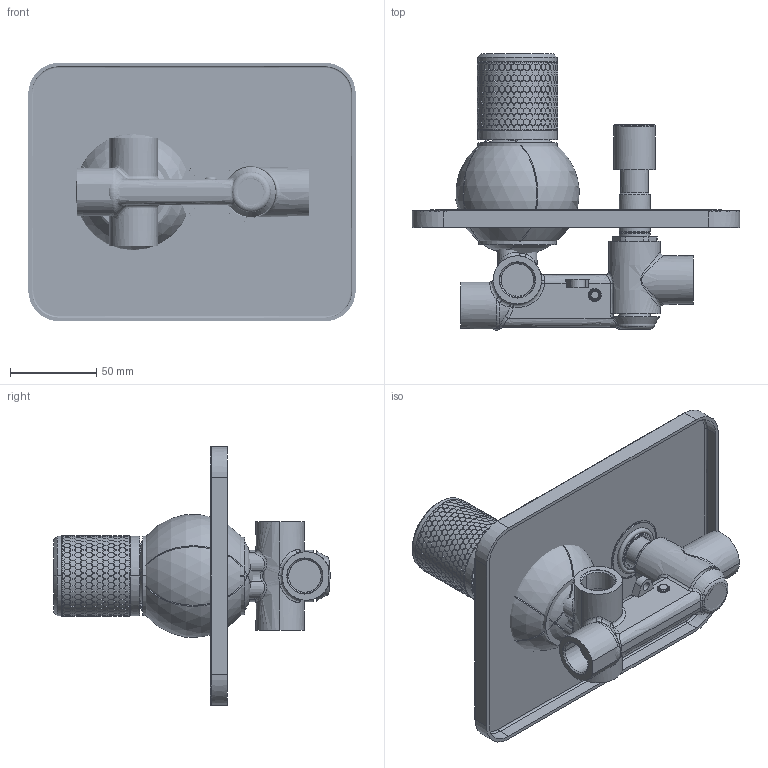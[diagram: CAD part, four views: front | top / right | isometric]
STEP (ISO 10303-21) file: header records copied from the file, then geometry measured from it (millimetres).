
FILE_DESCRIPTION((''),'2;1');
FILE_NAME('WXQ248163_ASM_ASM','2020-07-03T',('fth20'),(''),'CREO PARAMETRIC BY PTC INC, 2015480','CREO PARAMETRIC BY PTC INC, 2015480','');
FILE_SCHEMA(('CONFIG_CONTROL_DESIGN'));
Products named in the file (34): 80T34039B_2; J10350SD01_1_1; J10350SD01_1_2; J10350SD01_1_3; J10350SD01_1_4; J10350SD01_1_5; J10350SD01_1_6; J10350SD01_1_ASM; 82J24182_1; 8J22X2A_1; 8J16X2A_1; 83J24182_1; 8XJ15X5X5A_1; 81J34H02_1; 8XJ102X45X35A_1; 8J103X16A_1; 8TH24182_1; 81PJS0201_1; 80D24182_1; 70W24375_1; 80W02496_1; 80W24375_1; 7MB24375_ASM_1_ASM; 8J5093X262A_1; 8J225X25A_1; 81T348163_4; 8YG35000_1; 8ZG168053_1; WXQ_3; WXQ1_3; WXQ-1_2; 80P35WXQ2_ASM_3_ASM; WXQ248163_ASM_7_ASM; WXQ248163_ASM_ASM
Assembly tree (34 placements, depth 4):
  WXQ248163_ASM_ASM
    WXQ248163_ASM_7_ASM
      80T34039B_2
      J10350SD01_1_ASM
        J10350SD01_1_1
        J10350SD01_1_2
        J10350SD01_1_3
        J10350SD01_1_4
        J10350SD01_1_5
        J10350SD01_1_6
      82J24182_1
      8J22X2A_1
      8J16X2A_1  x2
      83J24182_1
      8XJ15X5X5A_1
      81J34H02_1
      8XJ102X45X35A_1
      8J103X16A_1
      8TH24182_1
      81PJS0201_1
      80D24182_1
      7MB24375_ASM_1_ASM
        70W24375_1
        80W02496_1
        80W24375_1
      8J5093X262A_1
      8J225X25A_1
      81T348163_4
      8YG35000_1
      8ZG168053_1
      80P35WXQ2_ASM_3_ASM
        WXQ_3
        WXQ1_3
        WXQ-1_2
Bounding box: 190 x 160.49 x 150 mm (x, y, z)
Surface area: 238896 mm2 (no closed solid volume)
Topology: 0 solids, 0 shells, 5410 faces, 25203 edges, 25065 vertices
Faces by surface type: bspline 5245, torus 161, sphere 4
Entity records: 435758 total; most frequent: CARTESIAN_POINT 236461, DIRECTION 25136, DEFINITIONAL_REPRESENTATION 24914, PCURVE 24914, COMPOSITE_CURVE_SEGMENT 24914, TRIMMED_CURVE 22431, VECTOR 20252, LINE 20252
